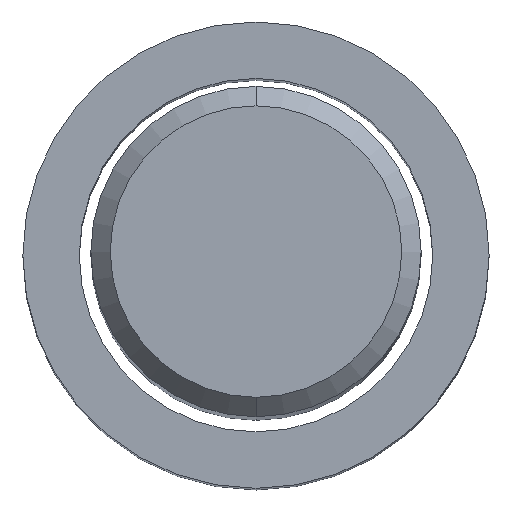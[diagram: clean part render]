
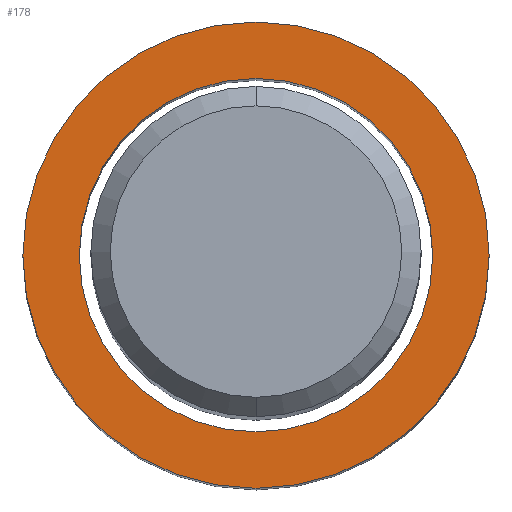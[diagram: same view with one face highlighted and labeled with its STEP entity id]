
A CAD part, top view. The second image highlights one B-rep face of the part: STEP entity #178.
In plain terms, the highlighted planar face has unit normal (0, 0, 1).
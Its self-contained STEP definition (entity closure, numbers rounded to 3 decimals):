
#178=ADVANCED_FACE('',(#476,#477),#478,.T.);
#204=VERTEX_POINT('',#507);
#244=VERTEX_POINT('',#552);
#278=EDGE_CURVE('',#296,#244,#588,.T.);
#296=VERTEX_POINT('',#607);
#312=EDGE_CURVE('',#314,#204,#625,.T.);
#314=VERTEX_POINT('',#627);
#360=EDGE_CURVE('',#244,#296,#680,.T.);
#402=EDGE_CURVE('',#204,#314,#723,.T.);
#476=FACE_OUTER_BOUND('',#798,.T.);
#477=FACE_BOUND('',#799,.T.);
#478=PLANE('',#800);
#507=CARTESIAN_POINT('',(0.0,6.0,-53.0));
#552=CARTESIAN_POINT('',(0.0,4.548,-53.0));
#588=CIRCLE('',#1020,4.548);
#607=CARTESIAN_POINT('',(0.,-4.548,-53.0));
#625=CIRCLE('',#1120,6.0);
#627=CARTESIAN_POINT('',(0.,-6.0,-53.0));
#680=CIRCLE('',#1244,4.548);
#723=CIRCLE('',#1335,6.0);
#798=EDGE_LOOP('',(#1426,#1427));
#799=EDGE_LOOP('',(#1428,#1429));
#800=AXIS2_PLACEMENT_3D('',#1430,#1431,#1432);
#1020=AXIS2_PLACEMENT_3D('',#1557,#1558,#1559);
#1120=AXIS2_PLACEMENT_3D('',#1595,#1596,#1597);
#1244=AXIS2_PLACEMENT_3D('',#1671,#1672,#1673);
#1335=AXIS2_PLACEMENT_3D('',#1700,#1701,#1702);
#1426=ORIENTED_EDGE('',*,*,#402,.F.);
#1427=ORIENTED_EDGE('',*,*,#312,.F.);
#1428=ORIENTED_EDGE('',*,*,#360,.T.);
#1429=ORIENTED_EDGE('',*,*,#278,.T.);
#1430=CARTESIAN_POINT('',(0.0,5.274,-53.0));
#1431=DIRECTION('',(-0.0,0.0,1.0));
#1432=DIRECTION('',(0.0,-1.0,0.0));
#1557=CARTESIAN_POINT('',(0.0,0.0,-53.0));
#1558=DIRECTION('',(0.0,0.0,-1.0));
#1559=DIRECTION('',(0.0,1.0,0.0));
#1595=CARTESIAN_POINT('',(0.0,0.0,-53.0));
#1596=DIRECTION('',(0.0,0.0,-1.0));
#1597=DIRECTION('',(0.0,1.0,0.0));
#1671=CARTESIAN_POINT('',(0.0,0.0,-53.0));
#1672=DIRECTION('',(0.0,0.0,-1.0));
#1673=DIRECTION('',(0.0,1.0,0.0));
#1700=CARTESIAN_POINT('',(0.0,0.0,-53.0));
#1701=DIRECTION('',(0.0,0.0,-1.0));
#1702=DIRECTION('',(0.0,1.0,0.0));
